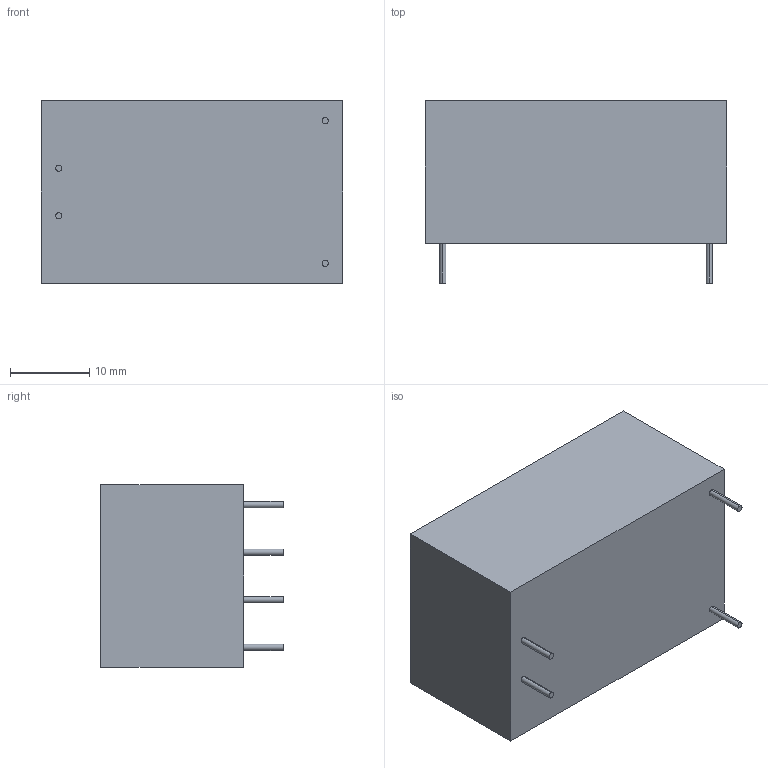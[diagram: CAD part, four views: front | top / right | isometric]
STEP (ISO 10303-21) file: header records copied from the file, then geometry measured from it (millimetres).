
FILE_DESCRIPTION (( 'STEP AP214' ), '1' );
FILE_NAME ('User Library-HLK-5M05.STEP', '2021-01-10T06:26:46', ( '' ), ( '' ), 'SwSTEP 2.0', 'SolidWorks 2020', '' );
FILE_SCHEMA (( 'AUTOMOTIVE_DESIGN' ));
Length unit declared in the file: millimetre
Products named in the file (1): User Library-HLK-5M05
Bounding box: 38 x 23 x 23 mm (x, y, z)
Volume: 15742.1 mm3; surface area: 3994.3 mm2
Topology: 1 solids, 1 shells, 695 faces, 1806 edges, 1204 vertices
Faces by surface type: plane 449, bspline 230, cylinder 16
Entity records: 34678 total; most frequent: CARTESIAN_POINT 18864, ORIENTED_EDGE 3612, DIRECTION 2310, EDGE_CURVE 1806, LINE 1314, VECTOR 1314, VERTEX_POINT 1204, EDGE_LOOP 786
